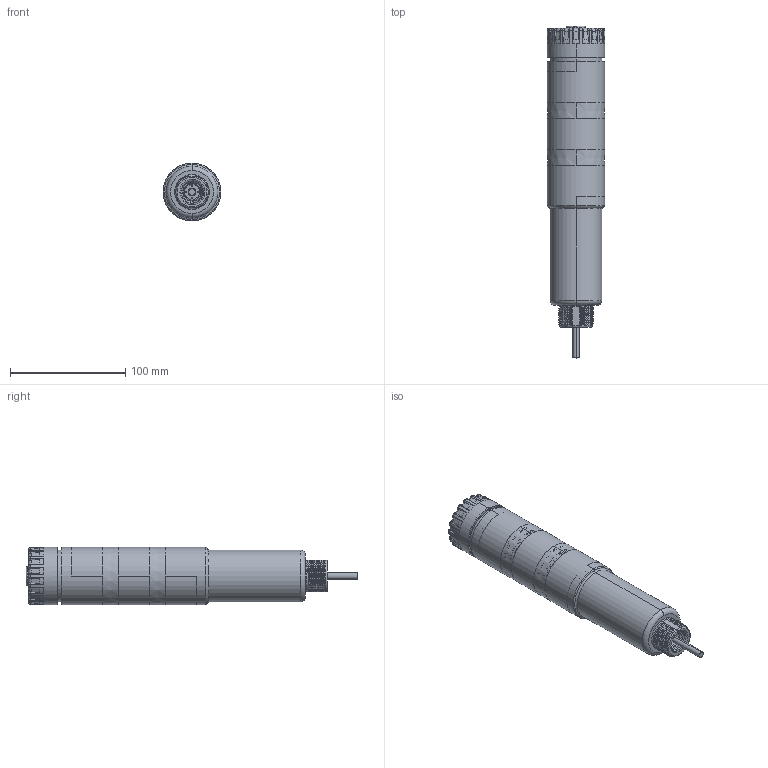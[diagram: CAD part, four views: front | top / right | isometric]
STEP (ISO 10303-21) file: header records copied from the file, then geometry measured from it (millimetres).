
FILE_DESCRIPTION((''),'2;1');
FILE_NAME('168259_SW','2012-10-16T',('banengservice'),('BANNER ENGINEERING'),'PRO/ENGINEER BY PARAMETRIC TECHNOLOGY CORPORATION, 2009141','PRO/ENGINEER BY PARAMETRIC TECHNOLOGY CORPORATION, 2009141','');
FILE_SCHEMA(('CONFIG_CONTROL_DESIGN'));
Products named in the file (1): 168259_SW
Bounding box: 50 x 287.75 x 50 mm (x, y, z)
Volume: 147526.1 mm3; surface area: 126040.6 mm2
Topology: 3 solids, 3 shells, 2035 faces, 5147 edges, 3211 vertices
Faces by surface type: plane 656, cylinder 567, bspline 332, torus 264, cone 144, sphere 72
Entity records: 123124 total; most frequent: CARTESIAN_POINT 75900, ORIENTED_EDGE 10290, DIRECTION 9458, EDGE_CURVE 5145, AXIS2_PLACEMENT_3D 3715, VERTEX_POINT 3211, EDGE_LOOP 2158, FACE_OUTER_BOUND 2035
